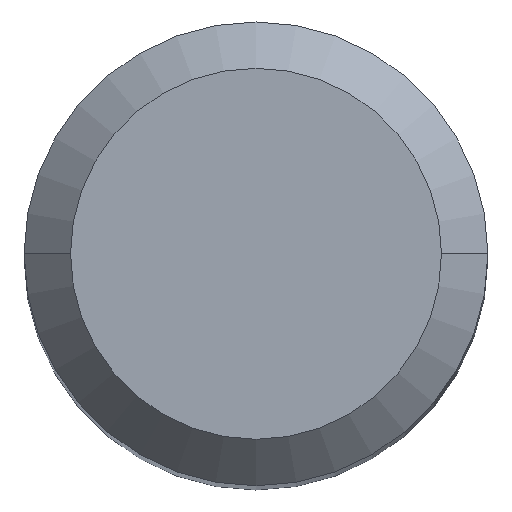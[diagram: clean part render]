
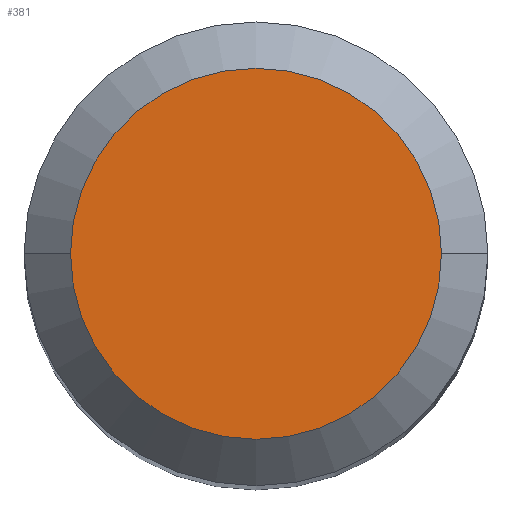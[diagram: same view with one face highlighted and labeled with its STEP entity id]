
A CAD part, top view. The second image highlights one B-rep face of the part: STEP entity #381.
In plain terms, the highlighted planar face has unit normal (0, 0, 1).
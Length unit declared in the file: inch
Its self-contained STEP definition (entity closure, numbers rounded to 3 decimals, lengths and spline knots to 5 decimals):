
#13 = VERTEX_POINT ( 'NONE', #299 ) ;
#14 = EDGE_CURVE ( 'NONE', #13, #335, #484, .T. ) ;
#19 = DIRECTION ( 'NONE',  ( 0., 0., -1. ) ) ;
#50 = ORIENTED_EDGE ( 'NONE', *, *, #425, .T. ) ;
#94 = CARTESIAN_POINT ( 'NONE',  ( 0., 0., 0. ) ) ;
#105 = ORIENTED_EDGE ( 'NONE', *, *, #14, .T. ) ;
#169 = DIRECTION ( 'NONE',  ( -1., 0., 0. ) ) ;
#173 = AXIS2_PLACEMENT_3D ( 'NONE', #458, #263, #370 ) ;
#175 = FACE_OUTER_BOUND ( 'NONE', #442, .T. ) ;
#177 = CARTESIAN_POINT ( 'NONE',  ( 0., 0., 0. ) ) ;
#263 = DIRECTION ( 'NONE',  ( 0., 0., 1. ) ) ;
#299 = CARTESIAN_POINT ( 'NONE',  ( 0.09448, 0., 0. ) ) ;
#317 = CARTESIAN_POINT ( 'NONE',  ( -0.09448, 0., 0. ) ) ;
#326 = PLANE ( 'NONE',  #477 ) ;
#331 = DIRECTION ( 'NONE',  ( 1., 0., 0. ) ) ;
#335 = VERTEX_POINT ( 'NONE', #317 ) ;
#370 = DIRECTION ( 'NONE',  ( 1., 0., 0. ) ) ;
#381 = ADVANCED_FACE ( 'NONE', ( #175 ), #326, .F. ) ;
#384 = DIRECTION ( 'NONE',  ( 0., 0., 1. ) ) ;
#425 = EDGE_CURVE ( 'NONE', #335, #13, #436, .T. ) ;
#436 = CIRCLE ( 'NONE', #173, 0.09448 ) ;
#442 = EDGE_LOOP ( 'NONE', ( #50, #105 ) ) ;
#458 = CARTESIAN_POINT ( 'NONE',  ( 0., 0., 0. ) ) ;
#465 = AXIS2_PLACEMENT_3D ( 'NONE', #177, #384, #331 ) ;
#477 = AXIS2_PLACEMENT_3D ( 'NONE', #94, #19, #169 ) ;
#484 = CIRCLE ( 'NONE', #465, 0.09448 ) ;
